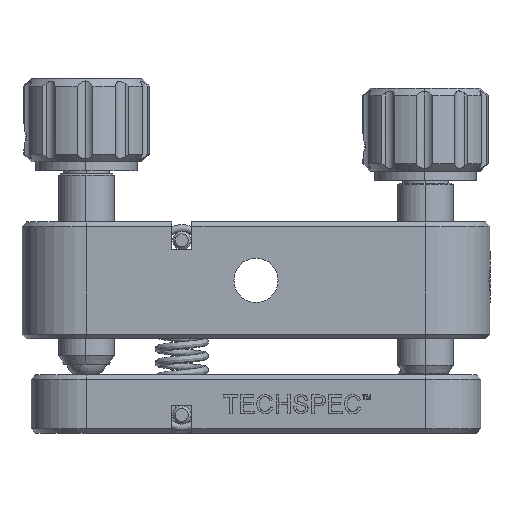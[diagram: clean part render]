
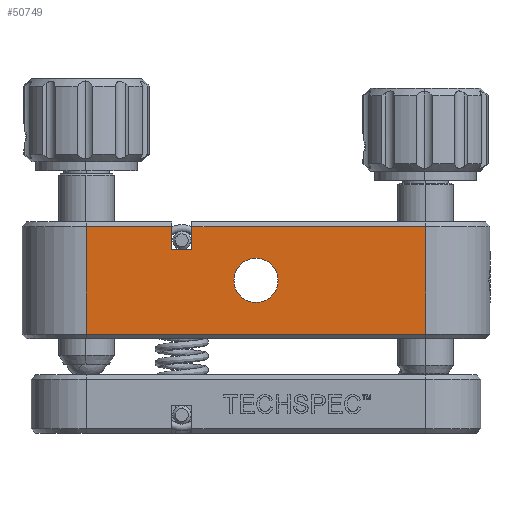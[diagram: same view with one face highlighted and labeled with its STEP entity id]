
A CAD part, left-side view. The second image highlights one B-rep face of the part: STEP entity #50749.
In plain terms, the highlighted planar face has unit normal (-1, 0, 0).
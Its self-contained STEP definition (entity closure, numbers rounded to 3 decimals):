
#1499 = CARTESIAN_POINT ( 'NONE',  ( -58.153, 17.168, 14.229 ) ) ;
#1500 = CARTESIAN_POINT ( 'NONE',  ( -58.153, 12.368, 14.229 ) ) ;
#1501 = DIRECTION ( 'NONE',  ( 0., 1., 0. ) ) ;
#1502 = DIRECTION ( 'NONE',  ( 1., 0., 0. ) ) ;
#1503 = CARTESIAN_POINT ( 'NONE',  ( -58.153, 14.768, 14.229 ) ) ;
#1504 = AXIS2_PLACEMENT_3D ( 'NONE', #1503, #1502, #1501 ) ;
#1505 = CIRCLE ( 'NONE', #1504, 2.4 ) ;
#4236 = EDGE_CURVE ( 'NONE', #4238, #4240, #1505, .T. ) ;
#4238 = VERTEX_POINT ( 'NONE', #1500 ) ;
#4240 = VERTEX_POINT ( 'NONE', #1499 ) ;
#8176 = DIRECTION ( 'NONE',  ( 0., 0., 1. ) ) ;
#8178 = VECTOR ( 'NONE', #8176, 1000. ) ;
#8180 = CARTESIAN_POINT ( 'NONE',  ( -58.153, -3.632, 7.879 ) ) ;
#8181 = LINE ( 'NONE', #8180, #8178 ) ;
#8293 = CARTESIAN_POINT ( 'NONE',  ( -58.153, 33.168, 8.379 ) ) ;
#8296 = DIRECTION ( 'NONE',  ( 0., 0., 1. ) ) ;
#8297 = VECTOR ( 'NONE', #8296, 1000. ) ;
#8299 = CARTESIAN_POINT ( 'NONE',  ( -58.153, 33.168, 7.879 ) ) ;
#8301 = LINE ( 'NONE', #8299, #8297 ) ;
#8540 = DIRECTION ( 'NONE',  ( 0., 0., -1. ) ) ;
#8541 = DIRECTION ( 'NONE',  ( 1., 0., 0. ) ) ;
#8542 = CARTESIAN_POINT ( 'NONE',  ( -58.153, -59.216, 7.879 ) ) ;
#8544 = AXIS2_PLACEMENT_3D ( 'NONE', #8542, #8541, #8540 ) ;
#8546 = PLANE ( 'NONE',  #8544 ) ;
#8549 = FACE_OUTER_BOUND ( 'NONE', #50787, .T. ) ;
#8551 = FACE_BOUND ( 'NONE', #50751, .T. ) ;
#8652 = DIRECTION ( 'NONE',  ( 0., 1., 0. ) ) ;
#8654 = DIRECTION ( 'NONE',  ( 1., 0., 0. ) ) ;
#8656 = CARTESIAN_POINT ( 'NONE',  ( -58.153, 14.768, 14.229 ) ) ;
#8658 = AXIS2_PLACEMENT_3D ( 'NONE', #8656, #8654, #8652 ) ;
#8660 = CIRCLE ( 'NONE', #8658, 2.4 ) ;
#8759 = DIRECTION ( 'NONE',  ( 0., -1., 0. ) ) ;
#8760 = VECTOR ( 'NONE', #8759, 1000. ) ;
#8763 = CARTESIAN_POINT ( 'NONE',  ( -58.153, -59.216, 8.379 ) ) ;
#8767 = CARTESIAN_POINT ( 'NONE',  ( -58.153, 33.168, 20.079 ) ) ;
#8830 = LINE ( 'NONE', #8763, #8760 ) ;
#8852 = CARTESIAN_POINT ( 'NONE',  ( -58.153, -3.632, 20.079 ) ) ;
#8853 = CARTESIAN_POINT ( 'NONE',  ( -58.153, -3.632, 8.379 ) ) ;
#8854 = DIRECTION ( 'NONE',  ( 0., 0., 1. ) ) ;
#8855 = VECTOR ( 'NONE', #8854, 1000. ) ;
#8857 = CARTESIAN_POINT ( 'NONE',  ( -58.153, 21.718, 17.579 ) ) ;
#8858 = LINE ( 'NONE', #8857, #8855 ) ;
#8865 = CARTESIAN_POINT ( 'NONE',  ( -58.153, 21.718, 20.079 ) ) ;
#8868 = DIRECTION ( 'NONE',  ( 0., 1., 0. ) ) ;
#8870 = VECTOR ( 'NONE', #8868, 1000. ) ;
#8871 = CARTESIAN_POINT ( 'NONE',  ( -58.153, 21.718, 20.079 ) ) ;
#8889 = LINE ( 'NONE', #8871, #8870 ) ;
#9094 = DIRECTION ( 'NONE',  ( 0., 1., 0. ) ) ;
#9096 = VECTOR ( 'NONE', #9094, 1000. ) ;
#9098 = CARTESIAN_POINT ( 'NONE',  ( -58.153, 33.168, 20.079 ) ) ;
#9099 = LINE ( 'NONE', #9098, #9096 ) ;
#9117 = CARTESIAN_POINT ( 'NONE',  ( -58.153, 23.918, 20.079 ) ) ;
#9128 = DIRECTION ( 'NONE',  ( 0., 0., 1. ) ) ;
#9129 = VECTOR ( 'NONE', #9128, 1000. ) ;
#9130 = CARTESIAN_POINT ( 'NONE',  ( -58.153, 23.918, 17.579 ) ) ;
#9131 = LINE ( 'NONE', #9130, #9129 ) ;
#9136 = CARTESIAN_POINT ( 'NONE',  ( -58.153, 23.918, 17.579 ) ) ;
#9138 = DIRECTION ( 'NONE',  ( 0., -1., 0. ) ) ;
#9139 = VECTOR ( 'NONE', #9138, 1000. ) ;
#9140 = CARTESIAN_POINT ( 'NONE',  ( -58.153, 23.918, 17.579 ) ) ;
#9141 = LINE ( 'NONE', #9140, #9139 ) ;
#9144 = CARTESIAN_POINT ( 'NONE',  ( -58.153, 21.718, 17.579 ) ) ;
#50705 = EDGE_CURVE ( 'NONE', #50813, #50814, #8181, .T. ) ;
#50749 = ADVANCED_FACE ( 'NONE', ( #8551, #8549 ), #8546, .F. ) ;
#50751 = EDGE_LOOP ( 'NONE', ( #50753, #50757 ) ) ;
#50753 = ORIENTED_EDGE ( 'NONE', *, *, #50755, .T. ) ;
#50755 = EDGE_CURVE ( 'NONE', #4240, #4238, #8660, .T. ) ;
#50757 = ORIENTED_EDGE ( 'NONE', *, *, #4236, .T. ) ;
#50787 = EDGE_LOOP ( 'NONE', ( #50790, #50798, #50801, #50804, #50809, #50845, #50850, #50857 ) ) ;
#50790 = ORIENTED_EDGE ( 'NONE', *, *, #50792, .F. ) ;
#50792 = EDGE_CURVE ( 'NONE', #50793, #50795, #8301, .T. ) ;
#50793 = VERTEX_POINT ( 'NONE', #8293 ) ;
#50795 = VERTEX_POINT ( 'NONE', #8767 ) ;
#50798 = ORIENTED_EDGE ( 'NONE', *, *, #50799, .T. ) ;
#50799 = EDGE_CURVE ( 'NONE', #50793, #50813, #8830, .T. ) ;
#50801 = ORIENTED_EDGE ( 'NONE', *, *, #50705, .T. ) ;
#50804 = ORIENTED_EDGE ( 'NONE', *, *, #50806, .T. ) ;
#50806 = EDGE_CURVE ( 'NONE', #50814, #50808, #8889, .T. ) ;
#50808 = VERTEX_POINT ( 'NONE', #8865 ) ;
#50809 = ORIENTED_EDGE ( 'NONE', *, *, #50811, .F. ) ;
#50811 = EDGE_CURVE ( 'NONE', #50844, #50808, #8858, .T. ) ;
#50813 = VERTEX_POINT ( 'NONE', #8853 ) ;
#50814 = VERTEX_POINT ( 'NONE', #8852 ) ;
#50844 = VERTEX_POINT ( 'NONE', #9144 ) ;
#50845 = ORIENTED_EDGE ( 'NONE', *, *, #50847, .F. ) ;
#50847 = EDGE_CURVE ( 'NONE', #50848, #50844, #9141, .T. ) ;
#50848 = VERTEX_POINT ( 'NONE', #9136 ) ;
#50850 = ORIENTED_EDGE ( 'NONE', *, *, #50852, .T. ) ;
#50852 = EDGE_CURVE ( 'NONE', #50848, #50854, #9131, .T. ) ;
#50854 = VERTEX_POINT ( 'NONE', #9117 ) ;
#50857 = ORIENTED_EDGE ( 'NONE', *, *, #50858, .T. ) ;
#50858 = EDGE_CURVE ( 'NONE', #50854, #50795, #9099, .T. ) ;
